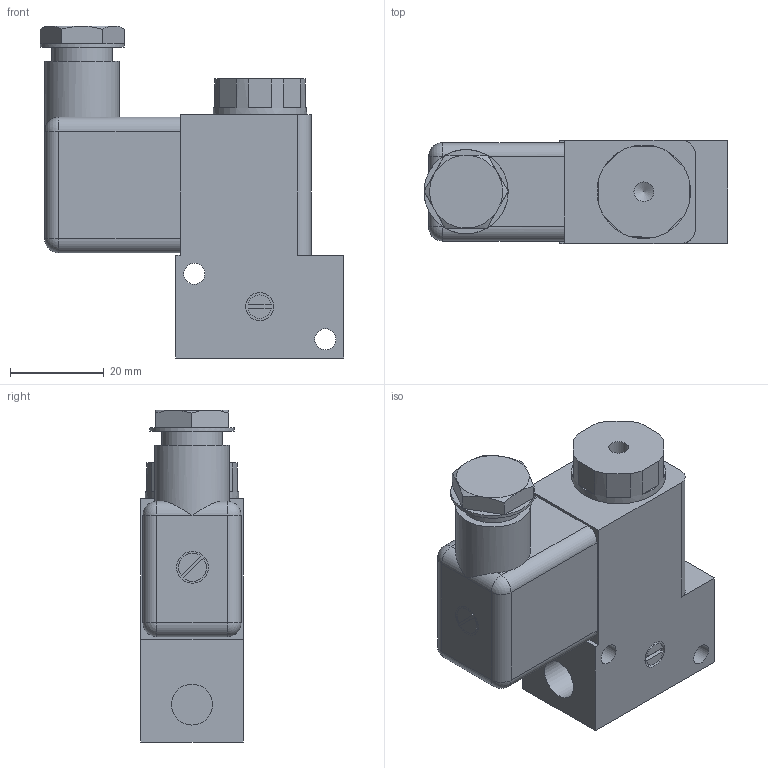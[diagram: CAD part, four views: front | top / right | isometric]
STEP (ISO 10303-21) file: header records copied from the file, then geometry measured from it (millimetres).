
FILE_DESCRIPTION(/* description */ ('Unknown','CAx-IF Rec.Pracs.---Representation and Presentation of Product Manufacturing Information (PMI)---4.0---2014-10-13','CAx-IF Rec.Pracs.---3D Tessellated Geometry---0.4---2014-09-14','2;1'),/* implementation_level */ '2;1');
FILE_NAME(/* name */ '49892014',/* time_stamp */ '2024-02-27T12:53:13+01:00',/* author */ ('Unknown'),/* organization */ ('Unknown'),/* preprocessor_version */ 'ST-DEVELOPER v18.102',/* originating_system */ 'Solid Edge',/* authorisation */ 'Unknown');
FILE_SCHEMA (('AP242_MANAGED_MODEL_BASED_3D_ENGINEERING_MIM_LF { 1 0 10303 442 1 1 4 }'));
Length unit declared in the file: millimetre
Products named in the file (3): 9.240_241_MH 311015;  TRM_SRF;  TRM_SRF_0
Assembly tree (2 placements, depth 2):
  9.240_241_MH 311015
     TRM_SRF
     TRM_SRF_0
Bounding box: 65 x 22 x 71 mm (x, y, z)
Volume: 57969.1 mm3; surface area: 13255.8 mm2
Topology: 2 solids, 2 shells, 98 faces, 224 edges, 138 vertices
Faces by surface type: plane 63, cylinder 27, sphere 4, cone 4
Full cylindrical faces by diameter (mm): 4.2 x1, 4.5 x2, 6 x1, 6.8 x1, 8.75 x2, 13 x1, 16 x2, 18 x1, 20 x1
Entity records: 2728 total; most frequent: CARTESIAN_POINT 492, DIRECTION 473, ORIENTED_EDGE 406, EDGE_CURVE 203, AXIS2_PLACEMENT_3D 180, VERTEX_POINT 135, FACE_BOUND 128, EDGE_LOOP 127
